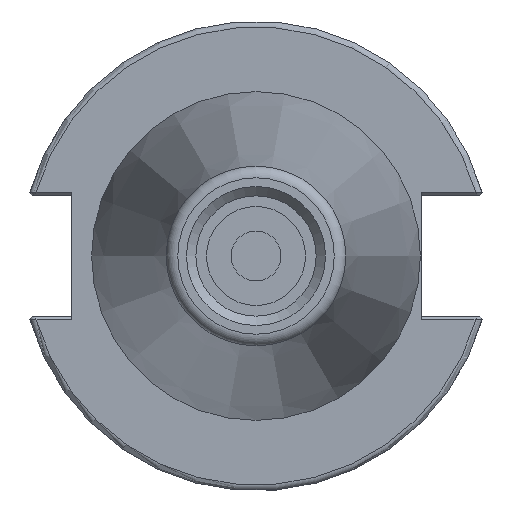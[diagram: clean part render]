
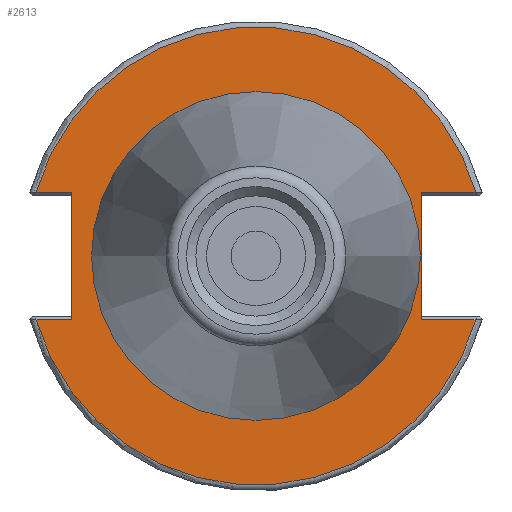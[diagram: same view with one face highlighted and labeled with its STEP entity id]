
A CAD part, left-side view. The second image highlights one B-rep face of the part: STEP entity #2613.
In plain terms, the highlighted planar face has unit normal (-1, 0, 0).
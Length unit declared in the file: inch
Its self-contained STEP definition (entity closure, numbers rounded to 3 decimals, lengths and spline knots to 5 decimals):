
#117=FACE_BOUND('',#453,.T.);
#163=PLANE('',#2819);
#290=FACE_OUTER_BOUND('',#452,.T.);
#452=EDGE_LOOP('',(#1969,#1970,#1971,#1972,#1973,#1974,#1975,#1976));
#453=EDGE_LOOP('',(#1977));
#647=LINE('',#3936,#878);
#648=LINE('',#3938,#879);
#649=LINE('',#3942,#880);
#650=LINE('',#3944,#881);
#651=LINE('',#3946,#882);
#652=LINE('',#3949,#883);
#878=VECTOR('',#3232,0.12159);
#879=VECTOR('',#3233,0.29091);
#880=VECTOR('',#3236,0.19091);
#881=VECTOR('',#3237,0.67625);
#882=VECTOR('',#3238,0.19091);
#883=VECTOR('',#3241,0.29091);
#1049=CIRCLE('',#2818,0.86);
#1050=CIRCLE('',#2820,1.21875);
#1051=CIRCLE('',#2821,1.21875);
#1176=VERTEX_POINT('',#3930);
#1177=VERTEX_POINT('',#3934);
#1178=VERTEX_POINT('',#3935);
#1179=VERTEX_POINT('',#3937);
#1180=VERTEX_POINT('',#3939);
#1181=VERTEX_POINT('',#3941);
#1182=VERTEX_POINT('',#3943);
#1183=VERTEX_POINT('',#3945);
#1184=VERTEX_POINT('',#3947);
#1462=EDGE_CURVE('',#1176,#1176,#1049,.T.);
#1463=EDGE_CURVE('',#1177,#1178,#647,.T.);
#1464=EDGE_CURVE('',#1178,#1179,#648,.T.);
#1465=EDGE_CURVE('',#1180,#1179,#1050,.T.);
#1466=EDGE_CURVE('',#1181,#1180,#649,.T.);
#1467=EDGE_CURVE('',#1182,#1181,#650,.T.);
#1468=EDGE_CURVE('',#1183,#1182,#651,.T.);
#1469=EDGE_CURVE('',#1184,#1183,#1051,.T.);
#1470=EDGE_CURVE('',#1184,#1177,#652,.T.);
#1969=ORIENTED_EDGE('',*,*,#1463,.T.);
#1970=ORIENTED_EDGE('',*,*,#1464,.T.);
#1971=ORIENTED_EDGE('',*,*,#1465,.F.);
#1972=ORIENTED_EDGE('',*,*,#1466,.F.);
#1973=ORIENTED_EDGE('',*,*,#1467,.F.);
#1974=ORIENTED_EDGE('',*,*,#1468,.F.);
#1975=ORIENTED_EDGE('',*,*,#1469,.F.);
#1976=ORIENTED_EDGE('',*,*,#1470,.T.);
#1977=ORIENTED_EDGE('',*,*,#1462,.F.);
#2613=ADVANCED_FACE('',(#290,#117),#163,.T.);
#2818=AXIS2_PLACEMENT_3D('',#3932,#3228,#3229);
#2819=AXIS2_PLACEMENT_3D('',#3933,#3230,#3231);
#2820=AXIS2_PLACEMENT_3D('',#3940,#3234,#3235);
#2821=AXIS2_PLACEMENT_3D('',#3948,#3239,#3240);
#3228=DIRECTION('center_axis',(-1.,0.,0.));
#3229=DIRECTION('ref_axis',(0.,0.,1.));
#3230=DIRECTION('center_axis',(-1.,0.,0.));
#3231=DIRECTION('ref_axis',(0.,0.,1.));
#3232=DIRECTION('',(0.,0.,1.));
#3233=DIRECTION('',(0.,-1.,0.));
#3234=DIRECTION('center_axis',(1.,0.,0.));
#3235=DIRECTION('ref_axis',(0.,0.,1.));
#3236=DIRECTION('',(0.,1.,0.));
#3237=DIRECTION('',(0.,0.,1.));
#3238=DIRECTION('',(0.,-1.,0.));
#3239=DIRECTION('center_axis',(1.,0.,0.));
#3240=DIRECTION('ref_axis',(0.,0.,-1.));
#3241=DIRECTION('',(0.,1.,0.));
#3930=CARTESIAN_POINT('',(0.125,0.,-0.86));
#3932=CARTESIAN_POINT('Origin',(0.125,0.,0.));
#3933=CARTESIAN_POINT('Origin',(0.125,-0.875,0.));
#3934=CARTESIAN_POINT('',(0.125,-0.88,-0.33813));
#3935=CARTESIAN_POINT('',(0.125,-0.88,0.33813));
#3936=CARTESIAN_POINT('',(0.125,-0.88,0.));
#3937=CARTESIAN_POINT('',(0.125,-1.17091,0.33813));
#3938=CARTESIAN_POINT('',(0.125,-0.9025,0.33813));
#3939=CARTESIAN_POINT('',(0.125,1.17091,0.33813));
#3940=CARTESIAN_POINT('Origin',(0.125,0.,0.));
#3941=CARTESIAN_POINT('',(0.125,0.98,0.33813));
#3942=CARTESIAN_POINT('',(0.125,0.0275,0.33813));
#3943=CARTESIAN_POINT('',(0.125,0.98,-0.33813));
#3944=CARTESIAN_POINT('',(0.125,0.98,-0.33813));
#3945=CARTESIAN_POINT('',(0.125,1.17091,-0.33813));
#3946=CARTESIAN_POINT('',(0.125,0.2775,-0.33813));
#3947=CARTESIAN_POINT('',(0.125,-1.17091,-0.33813));
#3948=CARTESIAN_POINT('Origin',(0.125,0.,0.));
#3949=CARTESIAN_POINT('',(0.125,-0.9025,-0.33813));
